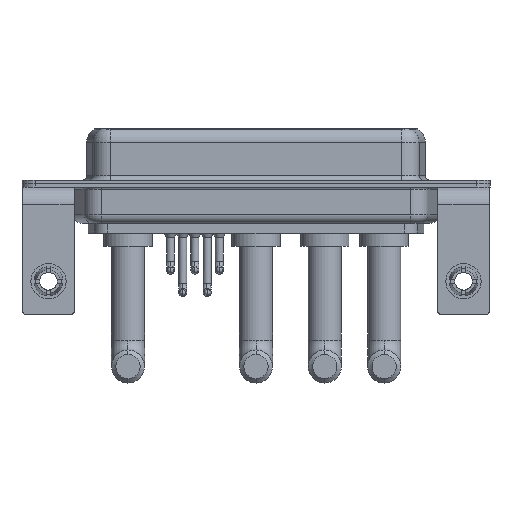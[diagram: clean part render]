
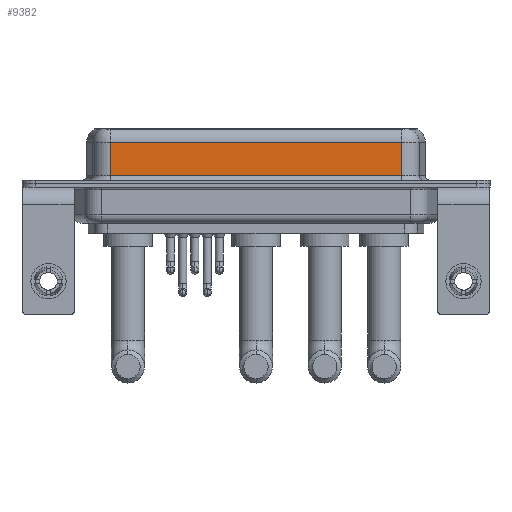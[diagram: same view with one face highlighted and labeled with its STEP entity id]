
A CAD part, front view. The second image highlights one B-rep face of the part: STEP entity #9382.
In plain terms, the highlighted planar face has unit normal (0, -1, 0).
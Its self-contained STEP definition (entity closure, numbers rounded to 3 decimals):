
#257 = CARTESIAN_POINT ( 'NONE',  ( 40.037, -3.95, 0.9 ) ) ;
#304 = VERTEX_POINT ( 'NONE', #15889 ) ;
#614 = CARTESIAN_POINT ( 'NONE',  ( 7.013, -3.95, 6.4 ) ) ;
#1938 = ORIENTED_EDGE ( 'NONE', *, *, #4039, .F. ) ;
#2038 = DIRECTION ( 'NONE',  ( 1., 0., 0. ) ) ;
#2998 = EDGE_CURVE ( 'NONE', #4354, #6021, #8163, .T. ) ;
#4039 = EDGE_CURVE ( 'NONE', #304, #6021, #17284, .T. ) ;
#4354 = VERTEX_POINT ( 'NONE', #11877 ) ;
#5564 = DIRECTION ( 'NONE',  ( 0., 0., -1. ) ) ;
#6021 = VERTEX_POINT ( 'NONE', #257 ) ;
#6195 = CARTESIAN_POINT ( 'NONE',  ( 40.037, -3.95, 6.4 ) ) ;
#6723 = CARTESIAN_POINT ( 'NONE',  ( 40.037, -3.95, 6.4 ) ) ;
#7365 = EDGE_CURVE ( 'NONE', #304, #17813, #9885, .T. ) ;
#7528 = VECTOR ( 'NONE', #5564, 1000. ) ;
#7797 = ORIENTED_EDGE ( 'NONE', *, *, #2998, .T. ) ;
#8163 = LINE ( 'NONE', #14034, #15196 ) ;
#9055 = VECTOR ( 'NONE', #11268, 1000. ) ;
#9382 = ADVANCED_FACE ( 'NONE', ( #18250 ), #16956, .F. ) ;
#9885 = LINE ( 'NONE', #12962, #9055 ) ;
#11268 = DIRECTION ( 'NONE',  ( -1., 0., 0. ) ) ;
#11324 = CARTESIAN_POINT ( 'NONE',  ( 7.013, -3.95, 4.65 ) ) ;
#11877 = CARTESIAN_POINT ( 'NONE',  ( 7.013, -3.95, 0.9 ) ) ;
#12806 = DIRECTION ( 'NONE',  ( 0., 0., -1. ) ) ;
#12962 = CARTESIAN_POINT ( 'NONE',  ( 40.037, -3.95, 4.65 ) ) ;
#12989 = ORIENTED_EDGE ( 'NONE', *, *, #7365, .T. ) ;
#12997 = ORIENTED_EDGE ( 'NONE', *, *, #15066, .T. ) ;
#13465 = DIRECTION ( 'NONE',  ( 0., 0., 1. ) ) ;
#14034 = CARTESIAN_POINT ( 'NONE',  ( 40.037, -3.95, 0.9 ) ) ;
#14377 = AXIS2_PLACEMENT_3D ( 'NONE', #6195, #16645, #13465 ) ;
#14503 = EDGE_LOOP ( 'NONE', ( #1938, #12989, #12997, #7797 ) ) ;
#15066 = EDGE_CURVE ( 'NONE', #17813, #4354, #15906, .T. ) ;
#15196 = VECTOR ( 'NONE', #2038, 1000. ) ;
#15889 = CARTESIAN_POINT ( 'NONE',  ( 40.037, -3.95, 4.65 ) ) ;
#15906 = LINE ( 'NONE', #614, #7528 ) ;
#16645 = DIRECTION ( 'NONE',  ( 0., 1., 0. ) ) ;
#16956 = PLANE ( 'NONE',  #14377 ) ;
#17284 = LINE ( 'NONE', #6723, #19397 ) ;
#17813 = VERTEX_POINT ( 'NONE', #11324 ) ;
#18250 = FACE_OUTER_BOUND ( 'NONE', #14503, .T. ) ;
#19397 = VECTOR ( 'NONE', #12806, 1000. ) ;
